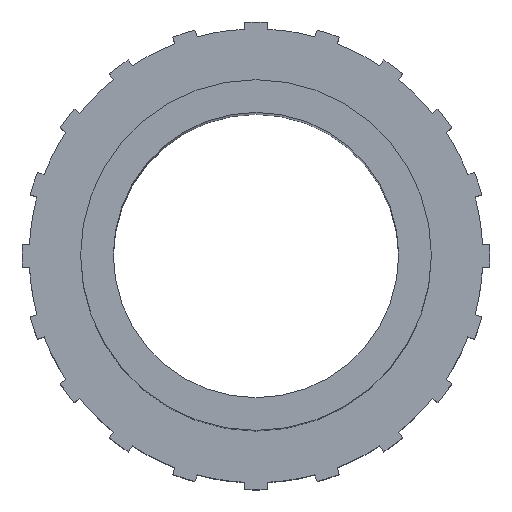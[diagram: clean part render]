
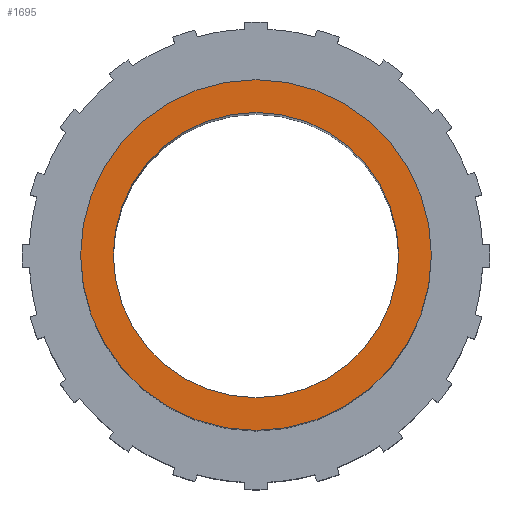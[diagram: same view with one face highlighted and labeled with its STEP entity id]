
A CAD part, top view. The second image highlights one B-rep face of the part: STEP entity #1695.
In plain terms, the highlighted planar face has unit normal (0, 0, 1).
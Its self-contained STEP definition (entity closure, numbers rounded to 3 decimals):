
#18=FACE_BOUND('',#240,.T.);
#62=PLANE('',#1882);
#149=FACE_OUTER_BOUND('',#239,.T.);
#239=EDGE_LOOP('',(#1564));
#240=EDGE_LOOP('',(#1565));
#651=CIRCLE('',#1879,6.1);
#652=CIRCLE('',#1881,7.5);
#817=VERTEX_POINT('',#2889);
#818=VERTEX_POINT('',#2893);
#1064=EDGE_CURVE('',#817,#817,#651,.T.);
#1066=EDGE_CURVE('',#818,#818,#652,.T.);
#1564=ORIENTED_EDGE('',*,*,#1066,.T.);
#1565=ORIENTED_EDGE('',*,*,#1064,.T.);
#1695=ADVANCED_FACE('',(#149,#18),#62,.T.);
#1879=AXIS2_PLACEMENT_3D('',#2890,#2384,#2385);
#1881=AXIS2_PLACEMENT_3D('',#2894,#2389,#2390);
#1882=AXIS2_PLACEMENT_3D('',#2896,#2392,#2393);
#2384=DIRECTION('center_axis',(0.,0.,-1.));
#2385=DIRECTION('ref_axis',(1.,0.,0.));
#2389=DIRECTION('center_axis',(0.,0.,1.));
#2390=DIRECTION('ref_axis',(1.,0.,0.));
#2392=DIRECTION('center_axis',(0.,0.,1.));
#2393=DIRECTION('ref_axis',(1.,0.,0.));
#2889=CARTESIAN_POINT('',(-6.1,0.,18.));
#2890=CARTESIAN_POINT('Origin',(0.,0.,18.));
#2893=CARTESIAN_POINT('',(-7.5,0.,18.));
#2894=CARTESIAN_POINT('Origin',(0.,0.,18.));
#2896=CARTESIAN_POINT('Origin',(0.,0.,18.));
